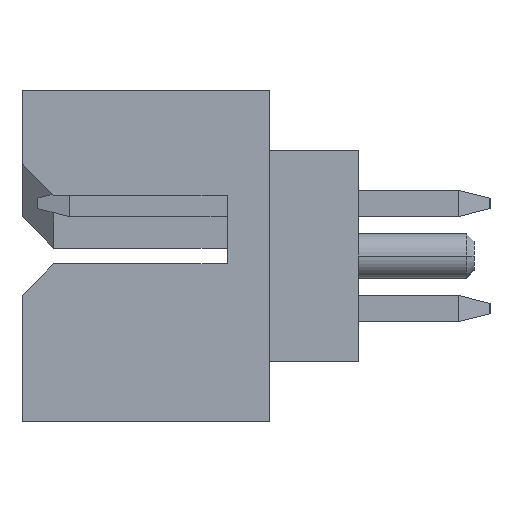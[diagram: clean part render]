
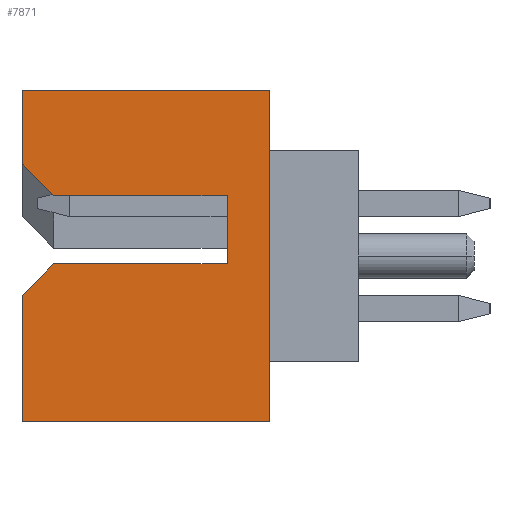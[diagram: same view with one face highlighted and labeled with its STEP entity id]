
A CAD part, left-side view. The second image highlights one B-rep face of the part: STEP entity #7871.
In plain terms, the highlighted planar face has unit normal (-1, 0, 0).
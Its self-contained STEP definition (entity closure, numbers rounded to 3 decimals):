
#1=DIRECTION('',(0.,-1.,0.));
#2=VECTOR('',#1,4.7);
#3=CARTESIAN_POINT('',(-12.325,3.2,-3.15));
#4=LINE('',#3,#2);
#17=DIRECTION('',(0.,0.707,-0.707));
#18=VECTOR('',#17,0.849);
#19=CARTESIAN_POINT('',(-12.325,2.6,-0.15));
#20=LINE('',#19,#18);
#21=DIRECTION('',(0.,-1.,0.));
#22=VECTOR('',#21,3.3);
#23=CARTESIAN_POINT('',(-12.325,2.6,-0.15));
#24=LINE('',#23,#22);
#25=DIRECTION('',(0.,0.,-1.));
#26=VECTOR('',#25,1.3);
#27=CARTESIAN_POINT('',(-12.325,-0.7,1.15));
#28=LINE('',#27,#26);
#29=DIRECTION('',(0.,-1.,0.));
#30=VECTOR('',#29,3.3);
#31=CARTESIAN_POINT('',(-12.325,2.6,1.15));
#32=LINE('',#31,#30);
#33=DIRECTION('',(0.,-0.707,-0.707));
#34=VECTOR('',#33,0.849);
#35=CARTESIAN_POINT('',(-12.325,3.2,1.75));
#36=LINE('',#35,#34);
#37=DIRECTION('',(0.,0.,1.));
#38=VECTOR('',#37,1.4);
#39=CARTESIAN_POINT('',(-12.325,3.2,1.75));
#40=LINE('',#39,#38);
#41=DIRECTION('',(0.,0.,1.));
#42=VECTOR('',#41,6.3);
#43=CARTESIAN_POINT('',(-12.325,-1.5,-3.15));
#44=LINE('',#43,#42);
#45=DIRECTION('',(0.,0.,1.));
#46=VECTOR('',#45,2.4);
#47=CARTESIAN_POINT('',(-12.325,3.2,-3.15));
#48=LINE('',#47,#46);
#5409=DIRECTION('',(0.,-1.,0.));
#5410=VECTOR('',#5409,4.7);
#5411=CARTESIAN_POINT('',(-12.325,3.2,3.15));
#5412=LINE('',#5411,#5410);
#5970=CARTESIAN_POINT('',(-12.325,3.2,-3.15));
#5972=VERTEX_POINT('',#5970);
#5989=CARTESIAN_POINT('',(-12.325,-1.5,-3.15));
#5990=VERTEX_POINT('',#5989);
#5993=CARTESIAN_POINT('',(-12.325,3.2,3.15));
#5994=CARTESIAN_POINT('',(-12.325,-1.5,3.15));
#5995=VERTEX_POINT('',#5993);
#5996=VERTEX_POINT('',#5994);
#6045=CARTESIAN_POINT('',(-12.325,-0.7,1.15));
#6046=CARTESIAN_POINT('',(-12.325,-0.7,-0.15));
#6047=VERTEX_POINT('',#6045);
#6048=VERTEX_POINT('',#6046);
#6329=CARTESIAN_POINT('',(-12.325,2.6,-0.15));
#6330=CARTESIAN_POINT('',(-12.325,3.2,-0.75));
#6331=VERTEX_POINT('',#6329);
#6332=VERTEX_POINT('',#6330);
#6373=CARTESIAN_POINT('',(-12.325,3.2,1.75));
#6374=CARTESIAN_POINT('',(-12.325,2.6,1.15));
#6375=VERTEX_POINT('',#6373);
#6376=VERTEX_POINT('',#6374);
#7845=CARTESIAN_POINT('',(-12.325,3.2,-3.15));
#7846=DIRECTION('',(-1.,0.,0.));
#7847=DIRECTION('',(0.,-1.,0.));
#7848=AXIS2_PLACEMENT_3D('',#7845,#7846,#7847);
#7849=PLANE('',#7848);
#7851=ORIENTED_EDGE('',*,*,#7850,.F.);
#7853=ORIENTED_EDGE('',*,*,#7852,.T.);
#7855=ORIENTED_EDGE('',*,*,#7854,.F.);
#7857=ORIENTED_EDGE('',*,*,#7856,.F.);
#7859=ORIENTED_EDGE('',*,*,#7858,.F.);
#7861=ORIENTED_EDGE('',*,*,#7860,.T.);
#7863=ORIENTED_EDGE('',*,*,#7862,.T.);
#7865=ORIENTED_EDGE('',*,*,#7864,.F.);
#7866=ORIENTED_EDGE('',*,*,#7834,.F.);
#7868=ORIENTED_EDGE('',*,*,#7867,.T.);
#7869=EDGE_LOOP('',(#7851,#7853,#7855,#7857,#7859,#7861,#7863,#7865,#7866,
#7868));
#7870=FACE_OUTER_BOUND('',#7869,.F.);
#7871=ADVANCED_FACE('',(#7870),#7849,.T.);
#7834=EDGE_CURVE('',#5972,#5990,#4,.T.);
#7850=EDGE_CURVE('',#6331,#6332,#20,.T.);
#7852=EDGE_CURVE('',#6331,#6048,#24,.T.);
#7854=EDGE_CURVE('',#6047,#6048,#28,.T.);
#7856=EDGE_CURVE('',#6376,#6047,#32,.T.);
#7858=EDGE_CURVE('',#6375,#6376,#36,.T.);
#7860=EDGE_CURVE('',#6375,#5995,#40,.T.);
#7862=EDGE_CURVE('',#5995,#5996,#5412,.T.);
#7864=EDGE_CURVE('',#5990,#5996,#44,.T.);
#7867=EDGE_CURVE('',#5972,#6332,#48,.T.);
